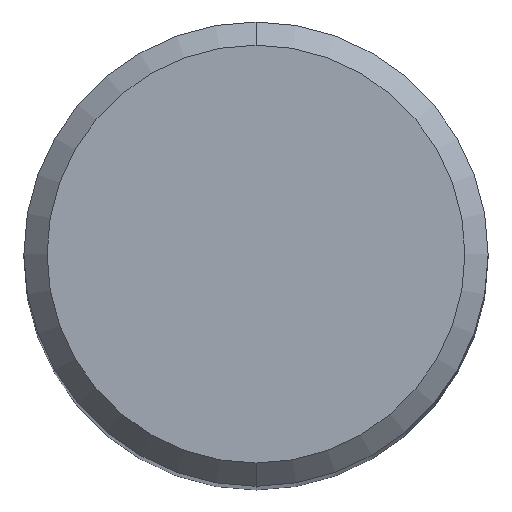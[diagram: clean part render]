
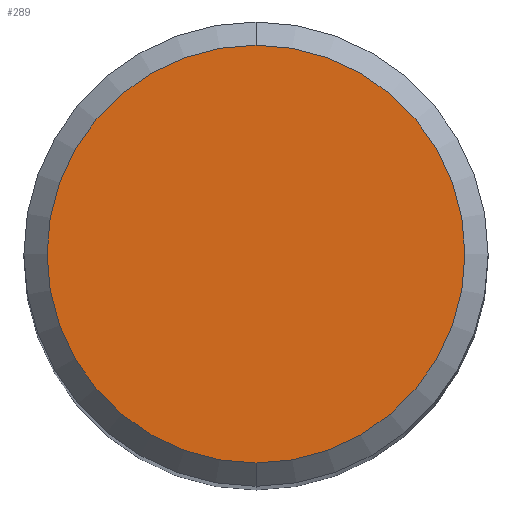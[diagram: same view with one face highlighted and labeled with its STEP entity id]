
A CAD part, top view. The second image highlights one B-rep face of the part: STEP entity #289.
In plain terms, the highlighted planar face has unit normal (0, 0, 1).
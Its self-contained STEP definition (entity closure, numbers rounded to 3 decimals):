
#239=VERTEX_POINT('',#535);
#285=VERTEX_POINT('',#585);
#289=ADVANCED_FACE('',(#589),#590,.T.);
#343=EDGE_CURVE('',#239,#285,#651,.T.);
#439=EDGE_CURVE('',#285,#239,#758,.T.);
#535=CARTESIAN_POINT('',(0.0,5.4,54.221));
#585=CARTESIAN_POINT('',(0.,-5.4,54.221));
#589=FACE_OUTER_BOUND('',#1017,.T.);
#590=PLANE('',#1018);
#651=CIRCLE('',#1135,5.4);
#758=CIRCLE('',#1411,5.4);
#1017=EDGE_LOOP('',(#1554,#1555));
#1018=AXIS2_PLACEMENT_3D('',#1556,#1557,#1558);
#1135=AXIS2_PLACEMENT_3D('',#1630,#1631,#1632);
#1411=AXIS2_PLACEMENT_3D('',#1746,#1747,#1748);
#1554=ORIENTED_EDGE('',*,*,#343,.F.);
#1555=ORIENTED_EDGE('',*,*,#439,.F.);
#1556=CARTESIAN_POINT('',(0.0,2.7,54.221));
#1557=DIRECTION('',(-0.0,0.0,1.0));
#1558=DIRECTION('',(0.0,-1.0,0.0));
#1630=CARTESIAN_POINT('',(0.0,0.0,54.221));
#1631=DIRECTION('',(0.0,0.0,-1.0));
#1632=DIRECTION('',(0.0,1.0,0.0));
#1746=CARTESIAN_POINT('',(0.0,0.0,54.221));
#1747=DIRECTION('',(0.0,0.0,-1.0));
#1748=DIRECTION('',(0.0,1.0,0.0));
